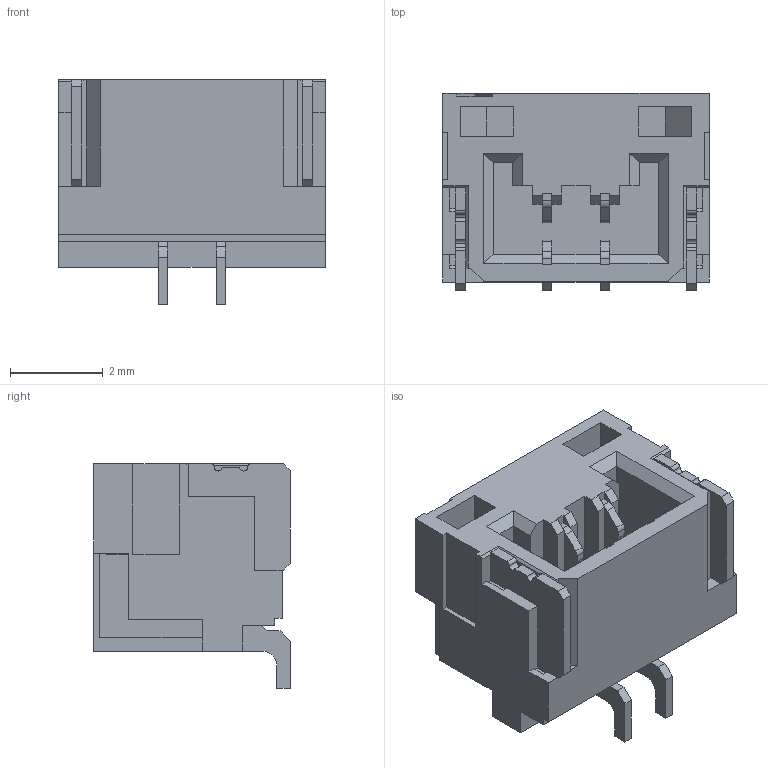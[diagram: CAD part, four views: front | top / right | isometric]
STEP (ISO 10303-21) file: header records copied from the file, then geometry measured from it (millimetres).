
FILE_DESCRIPTION (( 'STEP AP214' ), '1' );
FILE_NAME ('SM02B-GHS-TB (LF)(SN).STEP', '2023-11-14T07:16:04', ( '' ), ( '' ), 'SwSTEP 2.0', 'SolidWorks 2021', '' );
FILE_SCHEMA (( 'AUTOMOTIVE_DESIGN' ));
Length unit declared in the file: millimetre
Products named in the file (3): SMxB-GHS-TB_02; pin; SM02B-GHS-TB (LF)(SN)
Assembly tree (3 placements, depth 2):
  SM02B-GHS-TB (LF)(SN)
    SMxB-GHS-TB_02
    pin  x2
Bounding box: 5.75 x 4.25 x 4.85 mm (x, y, z)
Volume: 72.1 mm3; surface area: 236.5 mm2
Topology: 7 solids, 7 shells, 246 faces, 680 edges, 450 vertices
Faces by surface type: plane 220, cylinder 26
Entity records: 6957 total; most frequent: CARTESIAN_POINT 1222, ORIENTED_EDGE 1204, DIRECTION 1084, EDGE_CURVE 602, VECTOR 564, LINE 564, VERTEX_POINT 398, AXIS2_PLACEMENT_3D 260
